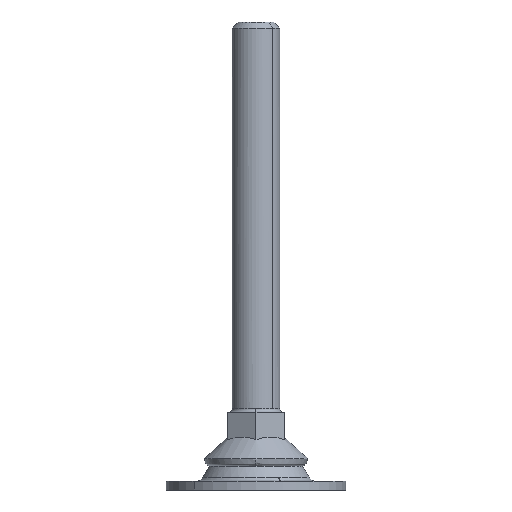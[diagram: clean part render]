
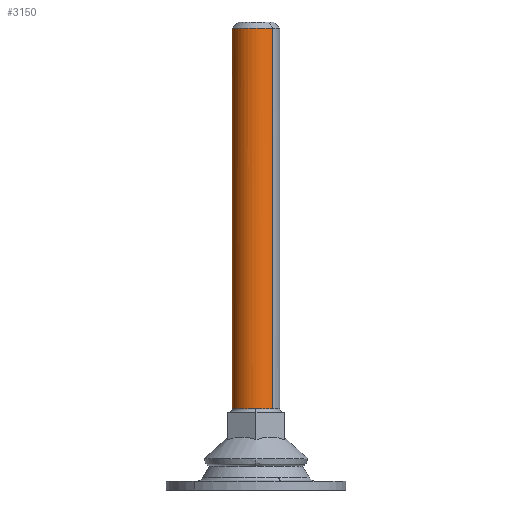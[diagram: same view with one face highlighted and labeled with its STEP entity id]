
A CAD part, left-side view. The second image highlights one B-rep face of the part: STEP entity #3150.
In plain terms, the highlighted free-form (B-spline) face has degree [2, 1] with [5, 2] control points.
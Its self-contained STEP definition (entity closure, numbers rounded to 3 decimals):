
#2949=CARTESIAN_POINT('',(-5.776,-5.535,154.0));
#2950=VERTEX_POINT('',#2949);
#2964=CARTESIAN_POINT('',(5.706,5.607,154.));
#2965=VERTEX_POINT('',#2964);
#2971=CARTESIAN_POINT('',(0.,8.,154.0));
#2972=VERTEX_POINT('',#2971);
#2973=CARTESIAN_POINT('',(0.,8.,154.0));
#2974=CARTESIAN_POINT('',(0.496,8.,154.));
#2975=CARTESIAN_POINT('',(1.522,7.904,154.));
#2976=CARTESIAN_POINT('',(3.086,7.446,154.));
#2977=CARTESIAN_POINT('',(4.52,6.669,154.));
#2978=CARTESIAN_POINT('',(5.358,5.961,154.));
#2979=CARTESIAN_POINT('',(5.706,5.607,154.));
#2980=B_SPLINE_CURVE_WITH_KNOTS('',3,(#2973,#2974,#2975,#2976,#2977,#2978,#2979),.UNSPECIFIED.,.F.,.U.,(4,1,1,1,4),(0.,1.489,3.077,4.864,6.353),.UNSPECIFIED.);
#2981=EDGE_CURVE('',#2972,#2965,#2980,.T.);
#2983=CARTESIAN_POINT('',(-8.0,0.0,154.0));
#2984=VERTEX_POINT('',#2983);
#2985=CARTESIAN_POINT('',(-8.0,0.0,154.0));
#2986=CARTESIAN_POINT('',(-8.,0.655,154.));
#2987=CARTESIAN_POINT('',(-7.879,1.636,154.));
#2988=CARTESIAN_POINT('',(-7.443,3.011,154.));
#2989=CARTESIAN_POINT('',(-6.853,4.222,154.));
#2990=CARTESIAN_POINT('',(-6.003,5.353,154.));
#2991=CARTESIAN_POINT('',(-4.945,6.336,154.));
#2992=CARTESIAN_POINT('',(-3.82,7.077,154.));
#2993=CARTESIAN_POINT('',(-2.16,7.789,154.));
#2994=CARTESIAN_POINT('',(-0.851,8.001,154.));
#2995=CARTESIAN_POINT('',(0.,8.,154.0));
#2996=B_SPLINE_CURVE_WITH_KNOTS('',3,(#2985,#2986,#2987,#2988,#2989,#2990,#2991,#2992,#2993,#2994,#2995),.UNSPECIFIED.,.F.,.U.,(4,1,1,1,1,1,1,1,4),(0.,1.963,2.945,4.32,5.989,7.167,8.639,10.014,12.566),.UNSPECIFIED.);
#2997=EDGE_CURVE('',#2984,#2972,#2996,.T.);
#2999=CARTESIAN_POINT('',(-5.776,-5.535,154.0));
#3000=CARTESIAN_POINT('',(-6.305,-4.984,154.));
#3001=CARTESIAN_POINT('',(-7.165,-3.78,154.));
#3002=CARTESIAN_POINT('',(-7.863,-1.847,154.));
#3003=CARTESIAN_POINT('',(-8.,-0.573,154.));
#3004=CARTESIAN_POINT('',(-8.0,0.0,154.0));
#3005=B_SPLINE_CURVE_WITH_KNOTS('',3,(#2999,#3000,#3001,#3002,#3003,#3004),.UNSPECIFIED.,.F.,.U.,(4,1,1,4),(0.,2.292,4.394,6.113),.UNSPECIFIED.);
#3006=EDGE_CURVE('',#2950,#2984,#3005,.T.);
#3056=CARTESIAN_POINT('',(5.776,5.535,154.0));
#3057=VERTEX_POINT('',#3056);
#3068=CARTESIAN_POINT('',(5.706,5.607,154.));
#3069=CARTESIAN_POINT('',(5.776,5.535,154.0));
#3070=QUASI_UNIFORM_CURVE('',1,(#3068,#3069),.UNSPECIFIED.,.F.,.U.);
#3071=EDGE_CURVE('',#2965,#3057,#3070,.T.);
#3081=CARTESIAN_POINT('',(-5.776,-5.535,157.175));
#3082=CARTESIAN_POINT('',(-11.311,0.241,157.175));
#3083=CARTESIAN_POINT('',(-5.535,5.776,157.175));
#3084=CARTESIAN_POINT('',(0.241,11.311,157.175));
#3085=CARTESIAN_POINT('',(5.776,5.535,157.175));
#3086=CARTESIAN_POINT('',(-5.776,-5.535,23.746));
#3087=CARTESIAN_POINT('',(-11.311,0.241,23.746));
#3088=CARTESIAN_POINT('',(-5.535,5.776,23.746));
#3089=CARTESIAN_POINT('',(0.241,11.311,23.746));
#3090=CARTESIAN_POINT('',(5.776,5.535,23.746));
#3098=(BOUNDED_SURFACE()B_SPLINE_SURFACE(2,1,((#3081,#3086),(#3082,#3087),(#3083,#3088),(#3084,#3089),(#3085,#3090)),.UNSPECIFIED.,.F.,.F.,.U.)B_SPLINE_SURFACE_WITH_KNOTS((3,2,3),(2,2),(0.0,13.255,26.51),(0.0,133.429),.UNSPECIFIED.)GEOMETRIC_REPRESENTATION_ITEM()RATIONAL_B_SPLINE_SURFACE(((1.0,1.0),(0.707,0.707),(1.0,1.0),(0.707,0.707),(1.0,1.0)))REPRESENTATION_ITEM('')SURFACE());
#3099=ORIENTED_EDGE('',*,*,#3006,.T.);
#3100=ORIENTED_EDGE('',*,*,#2997,.T.);
#3101=ORIENTED_EDGE('',*,*,#2981,.T.);
#3102=ORIENTED_EDGE('',*,*,#3071,.T.);
#3103=CARTESIAN_POINT('',(5.777,5.536,27.));
#3104=VERTEX_POINT('',#3103);
#3105=CARTESIAN_POINT('',(5.776,5.535,154.0));
#3106=CARTESIAN_POINT('',(5.777,5.536,27.));
#3107=QUASI_UNIFORM_CURVE('',1,(#3105,#3106),.UNSPECIFIED.,.F.,.U.);
#3108=EDGE_CURVE('',#3057,#3104,#3107,.T.);
#3109=ORIENTED_EDGE('',*,*,#3108,.T.);
#3110=CARTESIAN_POINT('',(0.101,7.999,27.));
#3111=VERTEX_POINT('',#3110);
#3112=CARTESIAN_POINT('',(5.777,5.536,27.));
#3113=CARTESIAN_POINT('',(5.733,5.581,27.));
#3114=CARTESIAN_POINT('',(5.688,5.625,27.));
#3115=CARTESIAN_POINT('',(4.16,7.117,27.));
#3116=CARTESIAN_POINT('',(2.173,8.,27.));
#3117=CARTESIAN_POINT('',(0.101,7.999,27.));
#3118=B_SPLINE_CURVE_WITH_KNOTS('',3,(#3112,#3113,#3114,#3115,#3116,#3117),.UNSPECIFIED.,.F.,.U.,(4,2,4),(6.387,6.579,12.899),.UNSPECIFIED.);
#3119=EDGE_CURVE('',#3104,#3111,#3118,.T.);
#3120=ORIENTED_EDGE('',*,*,#3119,.T.);
#3121=CARTESIAN_POINT('',(-8.,0.101,27.019));
#3122=VERTEX_POINT('',#3121);
#3123=CARTESIAN_POINT('',(0.101,7.999,27.));
#3124=CARTESIAN_POINT('',(-1.962,8.054,27.001));
#3125=CARTESIAN_POINT('',(-4.122,7.182,27.001));
#3126=CARTESIAN_POINT('',(-6.347,4.97,27.001));
#3127=CARTESIAN_POINT('',(-6.934,4.136,27.001));
#3128=CARTESIAN_POINT('',(-7.766,2.182,27.001));
#3129=CARTESIAN_POINT('',(-7.988,1.15,27.018));
#3130=CARTESIAN_POINT('',(-8.,0.101,27.019));
#3131=B_SPLINE_CURVE_WITH_KNOTS('',3,(#3123,#3124,#3125,#3126,#3127,#3128,#3129,#3130),.UNSPECIFIED.,.F.,.U.,(4,2,2,4),(13.089,19.293,22.523,25.678),.UNSPECIFIED.);
#3132=EDGE_CURVE('',#3111,#3122,#3131,.T.);
#3133=ORIENTED_EDGE('',*,*,#3132,.T.);
#3134=CARTESIAN_POINT('',(-5.776,-5.535,27.001));
#3135=VERTEX_POINT('',#3134);
#3136=CARTESIAN_POINT('',(-8.,0.101,27.019));
#3137=CARTESIAN_POINT('',(-8.054,-1.938,27.018));
#3138=CARTESIAN_POINT('',(-7.201,-4.073,27.003));
#3139=CARTESIAN_POINT('',(-5.776,-5.535,27.001));
#3140=B_SPLINE_CURVE_WITH_KNOTS('',3,(#3136,#3137,#3138,#3139),.UNSPECIFIED.,.F.,.U.,(4,4),(0.149,6.385),.UNSPECIFIED.);
#3141=EDGE_CURVE('',#3122,#3135,#3140,.T.);
#3142=ORIENTED_EDGE('',*,*,#3141,.T.);
#3143=CARTESIAN_POINT('',(-5.776,-5.535,154.0));
#3144=CARTESIAN_POINT('',(-5.776,-5.535,27.001));
#3145=QUASI_UNIFORM_CURVE('',1,(#3143,#3144),.UNSPECIFIED.,.F.,.U.);
#3146=EDGE_CURVE('',#2950,#3135,#3145,.T.);
#3147=ORIENTED_EDGE('',*,*,#3146,.F.);
#3148=EDGE_LOOP('',(#3099,#3100,#3101,#3102,#3109,#3120,#3133,#3142,#3147));
#3149=FACE_OUTER_BOUND('',#3148,.T.);
#3150=ADVANCED_FACE('',(#3149),#3098,.T.);
